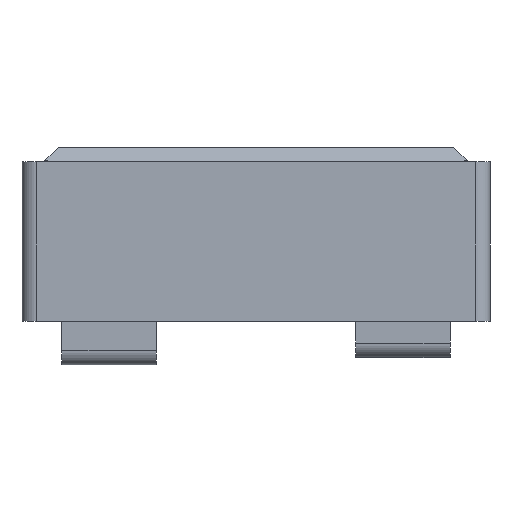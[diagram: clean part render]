
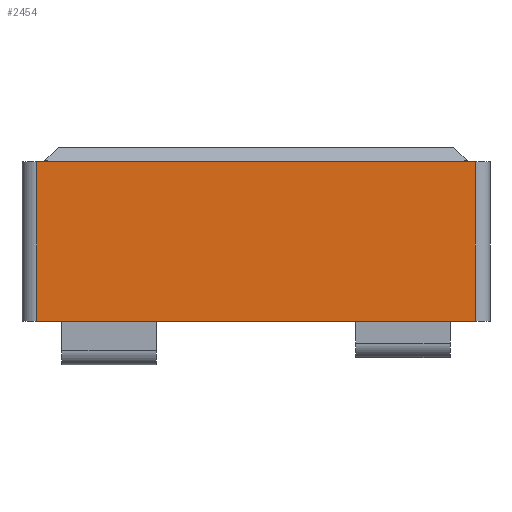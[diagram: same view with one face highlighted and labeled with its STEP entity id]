
A CAD part, left-side view. The second image highlights one B-rep face of the part: STEP entity #2454.
In plain terms, the highlighted planar face has unit normal (-1, 0, 0).
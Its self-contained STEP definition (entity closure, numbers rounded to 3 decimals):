
#91=LINE('',#3394,#209);
#92=LINE('',#3397,#210);
#93=LINE('',#3399,#211);
#94=LINE('',#3401,#212);
#209=VECTOR('',#2698,1000.);
#210=VECTOR('',#2699,1000.);
#211=VECTOR('',#2700,1000.);
#212=VECTOR('',#2701,1000.);
#390=ORIENTED_EDGE('',*,*,#934,.T.);
#391=ORIENTED_EDGE('',*,*,#935,.F.);
#392=ORIENTED_EDGE('',*,*,#936,.T.);
#393=ORIENTED_EDGE('',*,*,#937,.F.);
#934=EDGE_CURVE('',#1206,#1207,#91,.F.);
#935=EDGE_CURVE('',#1208,#1207,#92,.T.);
#936=EDGE_CURVE('',#1208,#1209,#93,.T.);
#937=EDGE_CURVE('',#1206,#1209,#94,.T.);
#1206=VERTEX_POINT('',#3395);
#1207=VERTEX_POINT('',#3396);
#1208=VERTEX_POINT('',#3398);
#1209=VERTEX_POINT('',#3400);
#1446=EDGE_LOOP('',(#390,#391,#392,#393));
#1558=FACE_BOUND('',#1446,.T.);
#1664=PLANE('',#2562);
#2454=ADVANCED_FACE('',(#1558),#1664,.T.);
#2562=AXIS2_PLACEMENT_3D('',#3393,#2696,#2697);
#2696=DIRECTION('',(-1.,0.,0.));
#2697=DIRECTION('',(0.,-1.,0.));
#2698=DIRECTION('',(0.,0.,-1.));
#2699=DIRECTION('',(0.,-1.,0.));
#2700=DIRECTION('',(0.,0.,-1.));
#2701=DIRECTION('',(0.,1.,0.));
#3393=CARTESIAN_POINT('',(-3.325,-3.225,2.4));
#3394=CARTESIAN_POINT('',(-3.325,-3.025,2.4));
#3395=CARTESIAN_POINT('',(-3.325,-3.025,0.));
#3396=CARTESIAN_POINT('',(-3.325,-3.025,2.2));
#3397=CARTESIAN_POINT('',(-3.325,3.225,2.2));
#3398=CARTESIAN_POINT('',(-3.325,3.025,2.2));
#3399=CARTESIAN_POINT('',(-3.325,3.025,2.4));
#3400=CARTESIAN_POINT('',(-3.325,3.025,0.));
#3401=CARTESIAN_POINT('',(-3.325,-3.225,0.));
